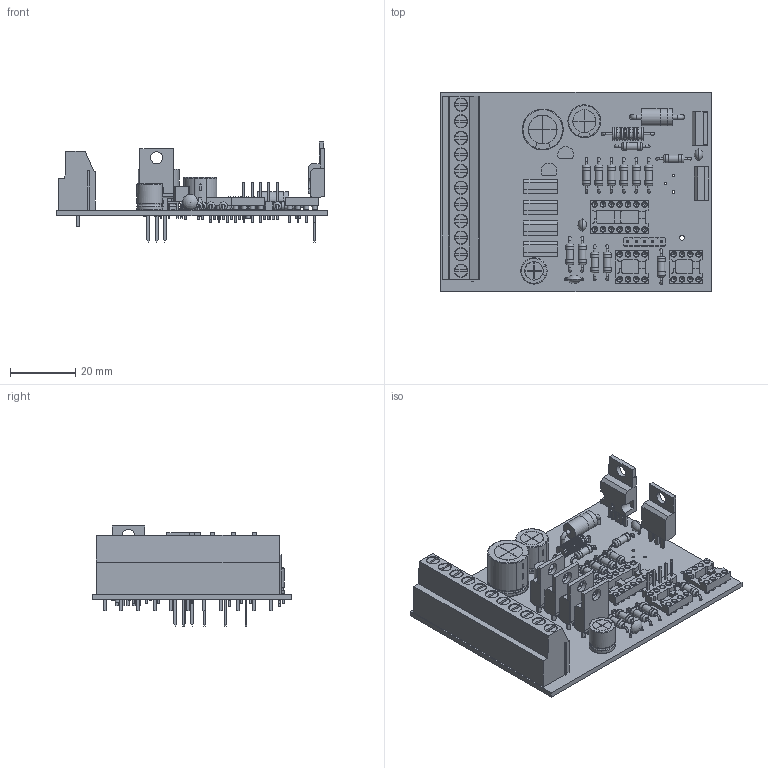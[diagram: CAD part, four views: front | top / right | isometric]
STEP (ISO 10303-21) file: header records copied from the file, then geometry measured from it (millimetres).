
FILE_DESCRIPTION(('KiCad electronic assembly'),'2;1');
FILE_NAME('Space Invaders.step','2024-12-03T05:40:06',('Pcbnew'),( 'Kicad'),'Open CASCADE STEP processor 7.8','KiCad to STEP converter' ,'Unknown');
FILE_SCHEMA(('AUTOMOTIVE_DESIGN { 1 0 10303 214 1 1 1 1 }'));
Length unit declared in the file: millimetre
Products named in the file (32): Space Invaders 1; TerminalBlock_Phoenix_MKDS-3-11-5.08_1x11_P5.08mm_Horizontal; TerminalBlock_Phoenix_MKDS_3_11_508_1x11_P508mm_Horizontal; DIP-14_W7.62mm_Socket; DIP_14_W762mm_Socket; PinHeader_1x05_P2.54mm_Vertical; PinHeader_1x05_P254mm_Vertical; C_Disc_D4.7mm_W2.5mm_P5.00mm; C_Disc_D47mm_W25mm_P500mm; D_DO-201AD_P15.24mm_Horizontal; L_Axial_L9.5mm_D4.0mm_P15.24mm_Horizontal_Fastron_SMCC; TO-220-3_Vertical; TO-92_Inline; TO-92_Inline_Narrow; R_Axial_DIN0207_L6.3mm_D2.5mm_P10.16mm_Horizontal; R_Axial_DIN0207_L63mm_D25mm_P1016mm_Horizontal; TO-220-5_Vertical; TO_220_5_Pentawatt_Multiwatt_5_Vertical; CP_Radial_D12.5mm_P5.00mm; CP_Radial_D125mm_P500mm; CP_Radial_D10.0mm_P5.00mm; CP_Radial_D100mm_P500mm; C_Disc_D3.8mm_W2.6mm_P2.50mm; C_Disc_D38mm_W26mm_P250mm; CP_Radial_D8.0mm_P3.50mm; CP_Radial_D80mm_P350mm; DIP-8_W7.62mm_Socket; DIP_8_W762mm_Socket; _autosave-Space Invaders_PCB
Assembly tree (50 placements, depth 3):
  Space Invaders 1
    TerminalBlock_Phoenix_MKDS-3-11-5.08_1x11_P5.08mm_Horizontal
      TerminalBlock_Phoenix_MKDS_3_11_508_1x11_P508mm_Horizontal
    DIP-14_W7.62mm_Socket
      DIP_14_W762mm_Socket
    PinHeader_1x05_P2.54mm_Vertical
      PinHeader_1x05_P254mm_Vertical
    C_Disc_D4.7mm_W2.5mm_P5.00mm
      C_Disc_D47mm_W25mm_P500mm
    D_DO-201AD_P15.24mm_Horizontal
      D_DO-201AD_P15.24mm_Horizontal
    L_Axial_L9.5mm_D4.0mm_P15.24mm_Horizontal_Fastron_SMCC
      L_Axial_L9.5mm_D4.0mm_P15.24mm_Horizontal_Fastron_SMCC
    TO-220-3_Vertical  x5
      TO-220-3_Vertical
    TO-92_Inline  x2
      TO-92_Inline_Narrow
    R_Axial_DIN0207_L6.3mm_D2.5mm_P10.16mm_Horizontal  x13
      R_Axial_DIN0207_L63mm_D25mm_P1016mm_Horizontal
    TO-220-5_Vertical
      TO_220_5_Pentawatt_Multiwatt_5_Vertical
    CP_Radial_D12.5mm_P5.00mm
      CP_Radial_D125mm_P500mm
    CP_Radial_D10.0mm_P5.00mm
      CP_Radial_D100mm_P500mm
    C_Disc_D3.8mm_W2.6mm_P2.50mm  x2
      C_Disc_D38mm_W26mm_P250mm
    CP_Radial_D8.0mm_P3.50mm
      CP_Radial_D80mm_P350mm
    DIP-8_W7.62mm_Socket  x2
      DIP_8_W762mm_Socket
    _autosave-Space Invaders_PCB
Bounding box: 82.55 x 60.96 x 30.6 mm (x, y, z)
Volume: 23715.3 mm3; surface area: 28265.6 mm2
Topology: 35 solids, 38 shells, 1983 faces, 4571 edges, 2916 vertices
Faces by surface type: plane 1245, cylinder 466, cone 90, bspline 75, torus 62, revolution 39, sphere 6
Full cylindrical faces by diameter (mm): 0.5 x10, 0.508 x60, 0.6 x52, 0.7 x6, 0.75 x6, 0.8 x67, 0.9 x2, 1 x9, 1.1 x20, 1.2 x2, 1.3 x15, 1.5 x2, 1.524 x30, 1.6 x2, 1.724 x30, 2.25 x13, 2.5 x26, 3.525 x10, 3.735 x5, 3.8 x12, 4 x13, 5.2 x2, 5.22 x1
Entity records: 55985 total; most frequent: CARTESIAN_POINT 12283, DIRECTION 7045, ORIENTED_EDGE 6760, EDGE_CURVE 3380, AXIS2_PLACEMENT_3D 2408, LINE 2194, VECTOR 2194, VERTEX_POINT 2156
